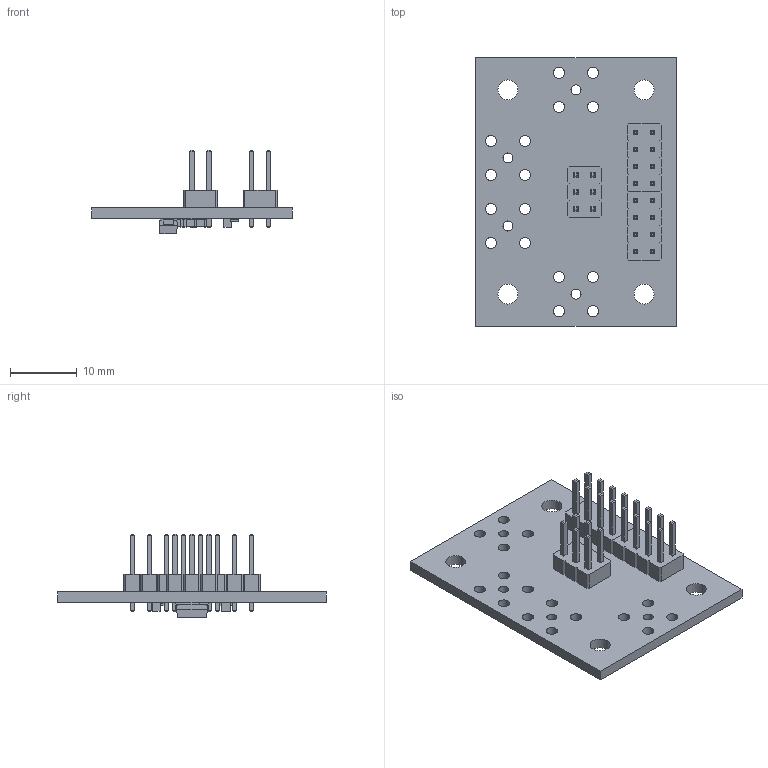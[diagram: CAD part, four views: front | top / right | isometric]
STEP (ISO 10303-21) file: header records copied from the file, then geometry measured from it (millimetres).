
FILE_DESCRIPTION(('KiCad electronic assembly'),'2;1');
FILE_NAME('ACOMP01.step','2023-07-21T01:27:24',('Pcbnew'),('Kicad'), 'Open CASCADE STEP processor 7.5','KiCad to STEP converter','Unknown' );
FILE_SCHEMA(('AUTOMOTIVE_DESIGN { 1 0 10303 214 1 1 1 1 }'));
Length unit declared in the file: millimetre
Products named in the file (12): ACOMP01 1; PinHeader_2x04_P2.54mm_Vertical; SOLID; PinHeader_2x03_P2.54mm_Vertical; C_0805_2012Metric; D_SMA; R_0805_2012Metric; tmpgtayt0u1 PCB
Assembly tree (16 placements, depth 3):
  ACOMP01 1
    PinHeader_2x04_P2.54mm_Vertical  x2
      SOLID
    PinHeader_2x03_P2.54mm_Vertical
      SOLID
    C_0805_2012Metric  x4
      SOLID
    D_SMA
      SOLID
    R_0805_2012Metric  x2
      SOLID
    tmpgtayt0u1 PCB
Bounding box: 29.97 x 40.13 x 12.46 mm (x, y, z)
Volume: 2264.6 mm3; surface area: 3913.3 mm2
Topology: 11 solids, 11 shells, 731 faces, 1776 edges, 1120 vertices
Faces by surface type: plane 607, cylinder 114, bspline 10
Full cylindrical faces by diameter (mm): 0.889 x22, 1.5 x4, 1.7 x16, 3 x4
Entity records: 30616 total; most frequent: CARTESIAN_POINT 5204, DIRECTION 4176, LINE 2960, VECTOR 2960, ORIENTED_EDGE 2188, PCURVE 2188, DEFINITIONAL_REPRESENTATION 2188, EDGE_CURVE 1094
